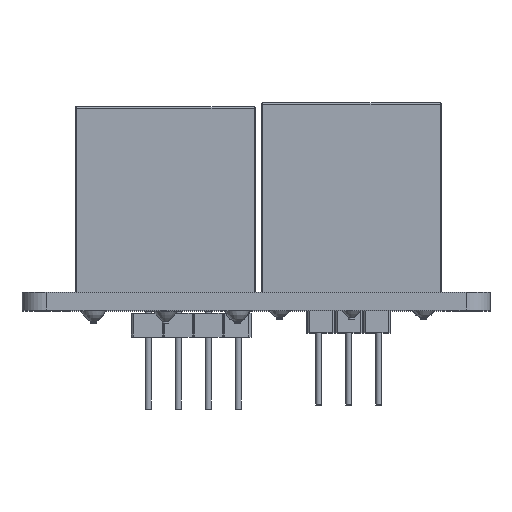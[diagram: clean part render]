
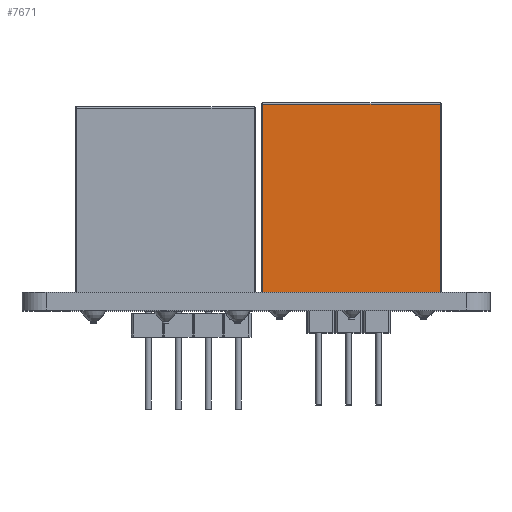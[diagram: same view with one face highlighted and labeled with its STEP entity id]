
A CAD part, top view. The second image highlights one B-rep face of the part: STEP entity #7671.
In plain terms, the highlighted planar face has unit normal (0, 0, 1).
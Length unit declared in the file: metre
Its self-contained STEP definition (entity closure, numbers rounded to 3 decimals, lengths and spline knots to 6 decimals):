
#271=PLANE('',#10711);
#972=LINE('',#14636,#1710);
#973=LINE('',#14639,#1711);
#974=LINE('',#14641,#1712);
#975=LINE('',#14643,#1713);
#1710=VECTOR('',#12529,1.);
#1711=VECTOR('',#12530,1.);
#1712=VECTOR('',#12531,1.);
#1713=VECTOR('',#12532,1.);
#3478=ORIENTED_EDGE('',*,*,#4622,.T.);
#3479=ORIENTED_EDGE('',*,*,#4623,.T.);
#3480=ORIENTED_EDGE('',*,*,#4624,.T.);
#3481=ORIENTED_EDGE('',*,*,#4625,.T.);
#4622=EDGE_CURVE('',#5347,#5348,#972,.F.);
#4623=EDGE_CURVE('',#5348,#5349,#973,.T.);
#4624=EDGE_CURVE('',#5349,#5350,#974,.T.);
#4625=EDGE_CURVE('',#5350,#5347,#975,.F.);
#5347=VERTEX_POINT('',#14637);
#5348=VERTEX_POINT('',#14638);
#5349=VERTEX_POINT('',#14640);
#5350=VERTEX_POINT('',#14642);
#6143=EDGE_LOOP('',(#3478,#3479,#3480,#3481));
#6707=FACE_BOUND('',#6143,.T.);
#7671=ADVANCED_FACE('',(#6707),#271,.F.);
#10711=AXIS2_PLACEMENT_3D('',#14635,#12527,#12528);
#12527=DIRECTION('',(0.,0.,-1.));
#12528=DIRECTION('',(-1.,0.,0.));
#12529=DIRECTION('',(1.,0.,0.));
#12530=DIRECTION('',(0.,-1.,0.));
#12531=DIRECTION('',(1.,0.,0.));
#12532=DIRECTION('',(0.,-1.,0.));
#14635=CARTESIAN_POINT('',(-0.0075,0.016,0.0095));
#14636=CARTESIAN_POINT('',(-0.0075,0.0159,0.0095));
#14637=CARTESIAN_POINT('',(0.0074,0.0159,0.0095));
#14638=CARTESIAN_POINT('',(-0.0074,0.0159,0.0095));
#14639=CARTESIAN_POINT('',(-0.0074,0.016,0.0095));
#14640=CARTESIAN_POINT('',(-0.0074,0.,0.0095));
#14641=CARTESIAN_POINT('',(-0.0075,0.,0.0095));
#14642=CARTESIAN_POINT('',(0.0074,0.,0.0095));
#14643=CARTESIAN_POINT('',(0.0074,0.016,0.0095));
